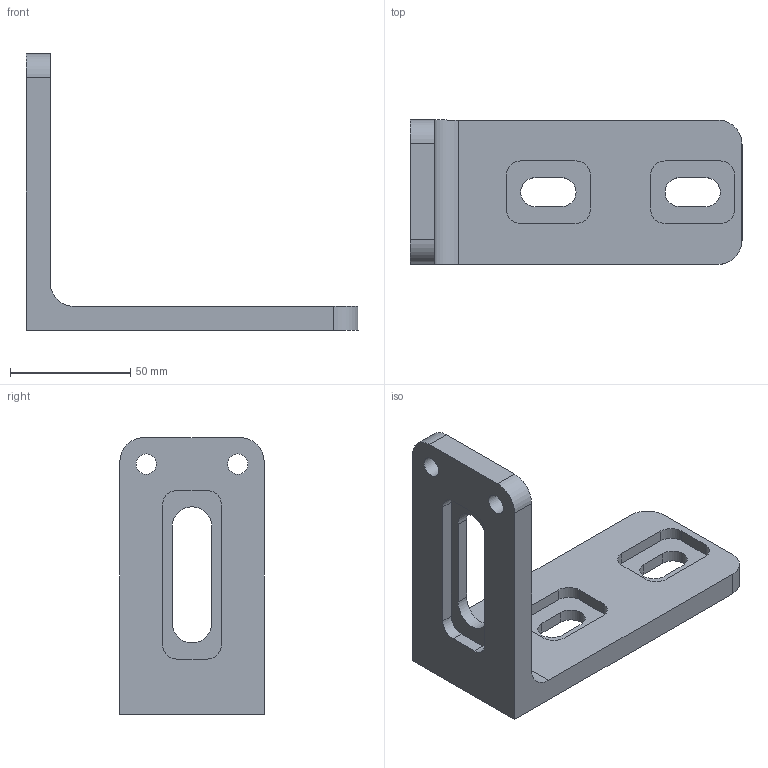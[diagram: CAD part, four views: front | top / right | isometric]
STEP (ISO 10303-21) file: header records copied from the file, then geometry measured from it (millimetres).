
FILE_DESCRIPTION(/* description */ (''),/* implementation_level */ '2;1');
FILE_NAME(/* name */ 'type 4 alu 2017 qte 3 pieces1.stp',/* time_stamp */ '2018-07-03T15:08:21+02:00',/* author */ ('bonifaceo'),/* organization */ (''),/* preprocessor_version */ 'ST-DEVELOPER v17',/* originating_system */ 'Autodesk Inventor 2019',/* authorisation */ '');
FILE_SCHEMA (('AUTOMOTIVE_DESIGN { 1 0 10303 214 3 1 1 }'));
Length unit declared in the file: inch
Products named in the file (1): type 4 alu 2017 qte 3 pieces1
Bounding box: 138 x 60 x 115 mm (x, y, z)
Volume: 121061 mm3; surface area: 35507.4 mm2
Topology: 1 solids, 1 shells, 54 faces, 147 edges, 98 vertices
Faces by surface type: plane 29, cylinder 25
Full cylindrical faces by diameter (mm): 8.5 x2
Entity records: 1782 total; most frequent: DIRECTION 307, CARTESIAN_POINT 300, ORIENTED_EDGE 294, EDGE_CURVE 147, AXIS2_PLACEMENT_3D 105, VERTEX_POINT 98, LINE 97, VECTOR 97
